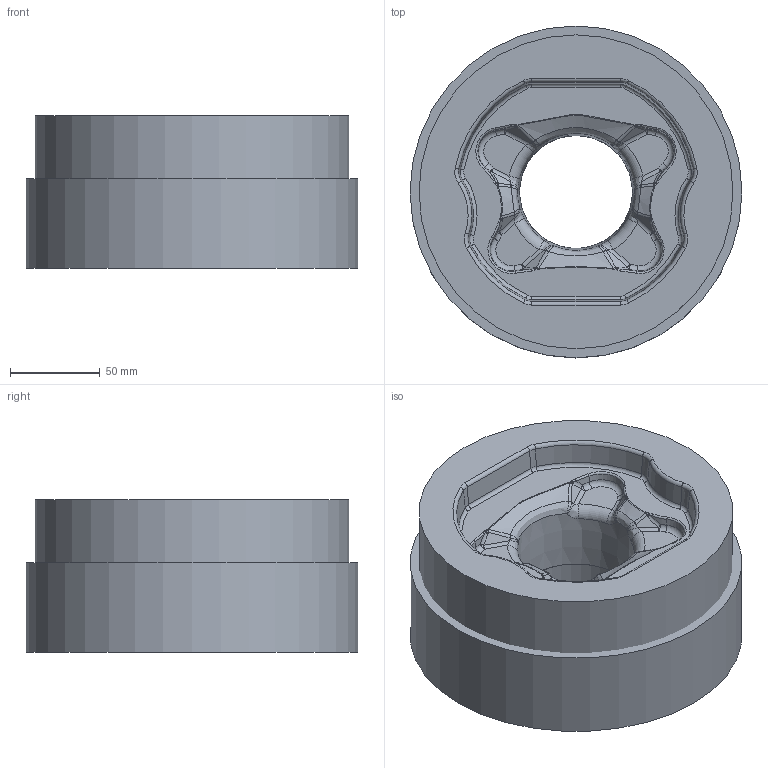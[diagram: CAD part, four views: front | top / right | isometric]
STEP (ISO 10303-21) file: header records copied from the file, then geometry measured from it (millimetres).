
FILE_DESCRIPTION(/* description */ (''),/* implementation_level */ '2;1');
FILE_NAME(/* name */ 'kovaci_zapustka_orig.stp',/* time_stamp */ '2020-10-26T12:11:51+01:00',/* author */ ('marek.boehm'),/* organization */ (''),/* preprocessor_version */ 'ST-DEVELOPER v16.13',/* originating_system */ 'Autodesk Inventor 2018',/* authorisation */ '');
FILE_SCHEMA (('AUTOMOTIVE_DESIGN { 1 0 10303 214 3 1 1 }'));
Length unit declared in the file: millimetre
Products named in the file (1): kovaci_zapustka_orig
Bounding box: 185 x 185 x 85 mm (x, y, z)
Volume: 1865404.9 mm3; surface area: 180492.9 mm2
Topology: 2 solids, 2 shells, 235 faces, 542 edges, 297 vertices
Faces by surface type: bspline 104, torus 52, cone 25, cylinder 24, plane 22, sphere 8
Full cylindrical faces by diameter (mm): 62.9 x1, 154.79 x1, 175 x1, 185 x1
Entity records: 9792 total; most frequent: CARTESIAN_POINT 5032, ORIENTED_EDGE 1038, DIRECTION 962, EDGE_CURVE 519, AXIS2_PLACEMENT_3D 450, VERTEX_POINT 295, CIRCLE 279, EDGE_LOOP 246
